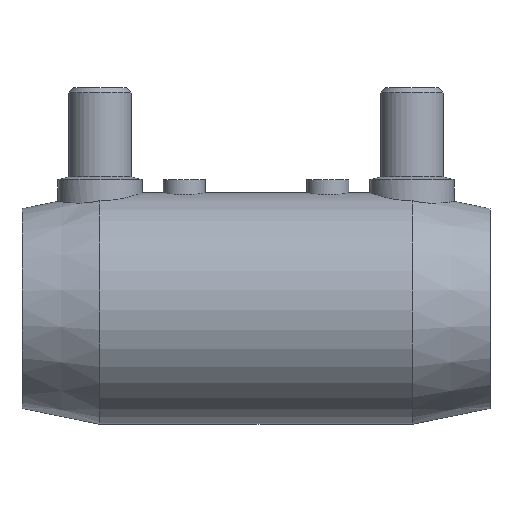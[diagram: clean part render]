
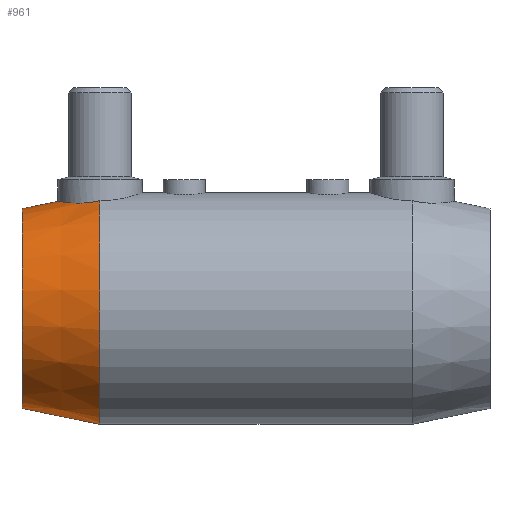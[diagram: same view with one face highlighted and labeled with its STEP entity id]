
A CAD part, top view. The second image highlights one B-rep face of the part: STEP entity #961.
In plain terms, the highlighted conical face has half-angle 11.434 degrees and reference radius 20.5 mm.
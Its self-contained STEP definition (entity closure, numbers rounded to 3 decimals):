
#457 = EDGE_CURVE( '', #801, #709, #1178, .T. );
#463 = VERTEX_POINT( '', #1185 );
#471 = EDGE_CURVE( '', #463, #801, #1195, .T. );
#615 = EDGE_CURVE( '', #739, #895, #1358, .T. );
#669 = EDGE_CURVE( '', #463, #895, #1419, .T. );
#709 = VERTEX_POINT( '', #1463 );
#739 = VERTEX_POINT( '', #1497 );
#801 = VERTEX_POINT( '', #1564 );
#891 = EDGE_CURVE( '', #709, #739, #1668, .T. );
#895 = VERTEX_POINT( '', #1673 );
#961 = ADVANCED_FACE( '', ( #1745 ), #1746, .T. );
#1178 = CIRCLE( '', #1995, 22. );
#1185 = CARTESIAN_POINT( '', ( -45., -19., 0. ) );
#1195 = LINE( '', #2014, #2015 );
#1358 = LINE( '', #2264, #2265 );
#1419 = CIRCLE( '', #2398, 19. );
#1463 = CARTESIAN_POINT( '', ( -30.167, 20.494, 8. ) );
#1497 = CARTESIAN_POINT( '', ( -38.167, 20.382, 0. ) );
#1564 = CARTESIAN_POINT( '', ( -30.167, -22., 0. ) );
#1668 = B_SPLINE_CURVE_WITH_KNOTS( '', 3, ( #2872, #2873, #2874, #2875, #2876, #2877, #2878, #2879, #2880, #2881, #2882, #2883, #2884, #2885, #2886, #2887, #2888, #2889, #2890, #2891, #2892, #2893, #2894, #2895, #2896, #2897, #2898, #2899, #2900, #2901, #2902, #2903, #2904, #2905, #2906, #2907, #2908, #2909 ), .UNSPECIFIED., .F., .F., ( 4, 2, 2, 2, 2, 2, 2, 2, 2, 2, 2, 2, 2, 2, 2, 2, 2, 2, 4 ), ( 8.071, 8.66, 10.094, 11.528, 12.962, 14.395, 15.839, 17.282, 18.725, 20.168, 21.611, 23.054, 24.497, 25.94, 27.374, 28.808, 30.242, 31.676, 32.265 ), .UNSPECIFIED. );
#1673 = CARTESIAN_POINT( '', ( -45., 19., 0. ) );
#1745 = FACE_OUTER_BOUND( '', #3068, .T. );
#1746 = CONICAL_SURFACE( '', #3069, 20.5, 0.2 );
#1995 = AXIS2_PLACEMENT_3D( '', #3420, #3421, #3422 );
#2014 = CARTESIAN_POINT( '', ( -37.583, -20.5, 0. ) );
#2015 = VECTOR( '', #3451, 1. );
#2264 = CARTESIAN_POINT( '', ( -37.583, 20.5, 0. ) );
#2265 = VECTOR( '', #3661, 1. );
#2398 = AXIS2_PLACEMENT_3D( '', #3733, #3734, #3735 );
#2872 = CARTESIAN_POINT( '', ( -30.167, 20.494, 8. ) );
#2873 = CARTESIAN_POINT( '', ( -30.366, 20.451, 8. ) );
#2874 = CARTESIAN_POINT( '', ( -30.563, 20.411, 7.993 ) );
#2875 = CARTESIAN_POINT( '', ( -31.223, 20.286, 7.944 ) );
#2876 = CARTESIAN_POINT( '', ( -31.708, 20.212, 7.866 ) );
#2877 = CARTESIAN_POINT( '', ( -32.671, 20.1, 7.614 ) );
#2878 = CARTESIAN_POINT( '', ( -33.15, 20.062, 7.44 ) );
#2879 = CARTESIAN_POINT( '', ( -34.066, 20.023, 7.004 ) );
#2880 = CARTESIAN_POINT( '', ( -34.504, 20.02, 6.741 ) );
#2881 = CARTESIAN_POINT( '', ( -35.312, 20.04, 6.147 ) );
#2882 = CARTESIAN_POINT( '', ( -35.681, 20.062, 5.815 ) );
#2883 = CARTESIAN_POINT( '', ( -36.336, 20.115, 5.116 ) );
#2884 = CARTESIAN_POINT( '', ( -36.643, 20.148, 4.723 ) );
#2885 = CARTESIAN_POINT( '', ( -37.185, 20.217, 3.873 ) );
#2886 = CARTESIAN_POINT( '', ( -37.419, 20.253, 3.416 ) );
#2887 = CARTESIAN_POINT( '', ( -37.795, 20.314, 2.465 ) );
#2888 = CARTESIAN_POINT( '', ( -37.937, 20.339, 1.971 ) );
#2889 = CARTESIAN_POINT( '', ( -38.123, 20.373, 0.979 ) );
#2890 = CARTESIAN_POINT( '', ( -38.167, 20.382, 0.481 ) );
#2891 = CARTESIAN_POINT( '', ( -38.167, 20.382, -0.481 ) );
#2892 = CARTESIAN_POINT( '', ( -38.123, 20.373, -0.979 ) );
#2893 = CARTESIAN_POINT( '', ( -37.937, 20.339, -1.971 ) );
#2894 = CARTESIAN_POINT( '', ( -37.795, 20.314, -2.465 ) );
#2895 = CARTESIAN_POINT( '', ( -37.419, 20.253, -3.416 ) );
#2896 = CARTESIAN_POINT( '', ( -37.185, 20.217, -3.873 ) );
#2897 = CARTESIAN_POINT( '', ( -36.643, 20.148, -4.723 ) );
#2898 = CARTESIAN_POINT( '', ( -36.336, 20.115, -5.116 ) );
#2899 = CARTESIAN_POINT( '', ( -35.681, 20.062, -5.815 ) );
#2900 = CARTESIAN_POINT( '', ( -35.312, 20.04, -6.147 ) );
#2901 = CARTESIAN_POINT( '', ( -34.504, 20.02, -6.741 ) );
#2902 = CARTESIAN_POINT( '', ( -34.066, 20.023, -7.004 ) );
#2903 = CARTESIAN_POINT( '', ( -33.15, 20.062, -7.44 ) );
#2904 = CARTESIAN_POINT( '', ( -32.671, 20.1, -7.614 ) );
#2905 = CARTESIAN_POINT( '', ( -31.708, 20.212, -7.866 ) );
#2906 = CARTESIAN_POINT( '', ( -31.223, 20.286, -7.944 ) );
#2907 = CARTESIAN_POINT( '', ( -30.563, 20.411, -7.993 ) );
#2908 = CARTESIAN_POINT( '', ( -30.366, 20.451, -8. ) );
#2909 = CARTESIAN_POINT( '', ( -30.167, 20.494, -8. ) );
#3068 = EDGE_LOOP( '', ( #4132, #4133, #4134, #4135, #4136 ) );
#3069 = AXIS2_PLACEMENT_3D( '', #4137, #4138, #4139 );
#3420 = CARTESIAN_POINT( '', ( -30.167, 0., 0. ) );
#3421 = DIRECTION( '', ( -1., 0., 0. ) );
#3422 = DIRECTION( '', ( 0., 1., 0. ) );
#3451 = DIRECTION( '', ( 0.98, -0.198, 0. ) );
#3661 = DIRECTION( '', ( -0.98, -0.198, 0. ) );
#3733 = CARTESIAN_POINT( '', ( -45., 0., 0. ) );
#3734 = DIRECTION( '', ( -1., 0., 0. ) );
#3735 = DIRECTION( '', ( 0., 1., 0. ) );
#4132 = ORIENTED_EDGE( '', *, *, #615, .T. );
#4133 = ORIENTED_EDGE( '', *, *, #669, .F. );
#4134 = ORIENTED_EDGE( '', *, *, #471, .T. );
#4135 = ORIENTED_EDGE( '', *, *, #457, .T. );
#4136 = ORIENTED_EDGE( '', *, *, #891, .T. );
#4137 = CARTESIAN_POINT( '', ( -37.583, 0., 0. ) );
#4138 = DIRECTION( '', ( 1., 0., 0. ) );
#4139 = DIRECTION( '', ( 0., 1., 0. ) );
